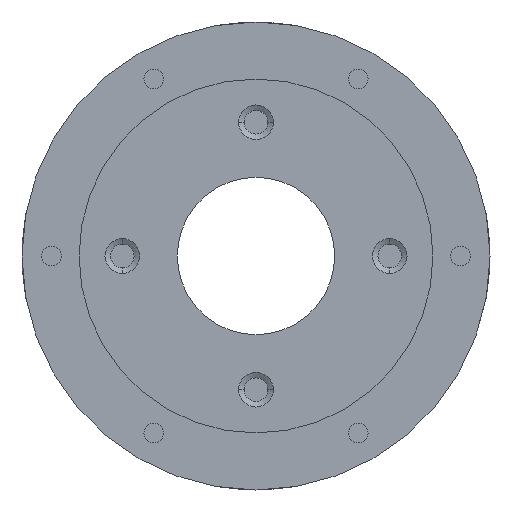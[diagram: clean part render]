
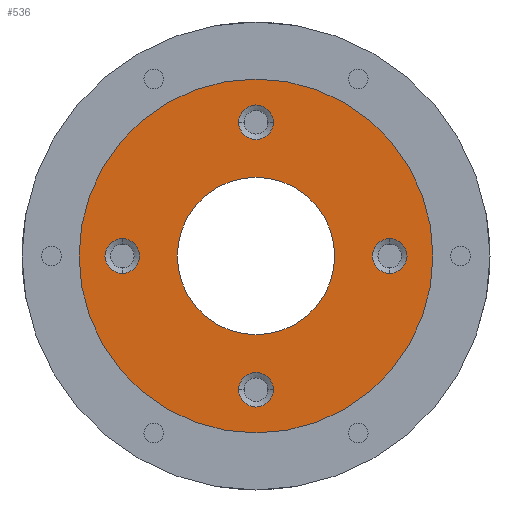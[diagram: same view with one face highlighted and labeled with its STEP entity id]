
A CAD part, left-side view. The second image highlights one B-rep face of the part: STEP entity #536.
In plain terms, the highlighted planar face has unit normal (-1, 0, 0).
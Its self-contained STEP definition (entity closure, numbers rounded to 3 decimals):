
#19 = VERTEX_POINT ( 'NONE', #1447 ) ;
#31 = CARTESIAN_POINT ( 'NONE',  ( 0., 4.4, -34. ) ) ;
#176 = ORIENTED_EDGE ( 'NONE', *, *, #357, .F. ) ;
#190 = VERTEX_POINT ( 'NONE', #687 ) ;
#250 = EDGE_CURVE ( 'NONE', #2285, #4184, #274, .T. ) ;
#254 = AXIS2_PLACEMENT_3D ( 'NONE', #3764, #1765, #4095 ) ;
#274 = CIRCLE ( 'NONE', #1922, 4.4 ) ;
#283 = DIRECTION ( 'NONE',  ( 0., 1., 0. ) ) ;
#295 = DIRECTION ( 'NONE',  ( 0., 0., 1. ) ) ;
#314 = FACE_BOUND ( 'NONE', #2707, .T. ) ;
#326 = CARTESIAN_POINT ( 'NONE',  ( 0., -34., 0. ) ) ;
#332 = VERTEX_POINT ( 'NONE', #1851 ) ;
#344 = DIRECTION ( 'NONE',  ( -1., 0., 0. ) ) ;
#357 = EDGE_CURVE ( 'NONE', #1654, #3695, #3526, .T. ) ;
#452 = PLANE ( 'NONE',  #3169 ) ;
#536 = ADVANCED_FACE ( 'NONE', ( #2120, #2231, #1215, #314, #1319, #1431 ), #452, .T. ) ;
#542 = CARTESIAN_POINT ( 'NONE',  ( 0., -4.4, -34. ) ) ;
#666 = DIRECTION ( 'NONE',  ( 0., 0., -1. ) ) ;
#679 = AXIS2_PLACEMENT_3D ( 'NONE', #4311, #2321, #295 ) ;
#687 = CARTESIAN_POINT ( 'NONE',  ( 0., -34., -4.4 ) ) ;
#724 = CIRCLE ( 'NONE', #3522, 4.4 ) ;
#778 = ORIENTED_EDGE ( 'NONE', *, *, #250, .F. ) ;
#789 = DIRECTION ( 'NONE',  ( -1., 0., 0. ) ) ;
#793 = CIRCLE ( 'NONE', #1573, 4.4 ) ;
#859 = CARTESIAN_POINT ( 'NONE',  ( 0., 0., 34. ) ) ;
#956 = VERTEX_POINT ( 'NONE', #3929 ) ;
#1147 = AXIS2_PLACEMENT_3D ( 'NONE', #326, #2690, #666 ) ;
#1199 = DIRECTION ( 'NONE',  ( 0., -1., 0. ) ) ;
#1215 = FACE_BOUND ( 'NONE', #2822, .T. ) ;
#1226 = DIRECTION ( 'NONE',  ( -1., 0., 0. ) ) ;
#1297 = EDGE_LOOP ( 'NONE', ( #1574, #2970 ) ) ;
#1309 = EDGE_CURVE ( 'NONE', #332, #2764, #3517, .T. ) ;
#1319 = FACE_OUTER_BOUND ( 'NONE', #1297, .T. ) ;
#1354 = EDGE_CURVE ( 'NONE', #1664, #956, #724, .T. ) ;
#1431 = FACE_BOUND ( 'NONE', #4174, .T. ) ;
#1447 = CARTESIAN_POINT ( 'NONE',  ( 0., 0., 45. ) ) ;
#1573 = AXIS2_PLACEMENT_3D ( 'NONE', #1631, #3974, #1987 ) ;
#1574 = ORIENTED_EDGE ( 'NONE', *, *, #4293, .T. ) ;
#1631 = CARTESIAN_POINT ( 'NONE',  ( 0., 34., 0. ) ) ;
#1654 = VERTEX_POINT ( 'NONE', #542 ) ;
#1657 = ORIENTED_EDGE ( 'NONE', *, *, #1354, .F. ) ;
#1660 = CIRCLE ( 'NONE', #1931, 45. ) ;
#1664 = VERTEX_POINT ( 'NONE', #3245 ) ;
#1745 = CIRCLE ( 'NONE', #1147, 4.4 ) ;
#1758 = DIRECTION ( 'NONE',  ( -1., 0., 0. ) ) ;
#1764 = VERTEX_POINT ( 'NONE', #2407 ) ;
#1765 = DIRECTION ( 'NONE',  ( -1., 0., 0. ) ) ;
#1826 = DIRECTION ( 'NONE',  ( -1., 0., 0. ) ) ;
#1851 = CARTESIAN_POINT ( 'NONE',  ( 0., 0., 20. ) ) ;
#1866 = DIRECTION ( 'NONE',  ( -1., 0., 0. ) ) ;
#1874 = EDGE_LOOP ( 'NONE', ( #3758, #3961 ) ) ;
#1922 = AXIS2_PLACEMENT_3D ( 'NONE', #2370, #344, #2712 ) ;
#1931 = AXIS2_PLACEMENT_3D ( 'NONE', #3759, #1758, #4090 ) ;
#1958 = CARTESIAN_POINT ( 'NONE',  ( 0., 0., 0. ) ) ;
#1987 = DIRECTION ( 'NONE',  ( 0., 0., 1. ) ) ;
#2019 = CARTESIAN_POINT ( 'NONE',  ( 0., 34., 4.4 ) ) ;
#2120 = FACE_BOUND ( 'NONE', #4304, .T. ) ;
#2136 = EDGE_CURVE ( 'NONE', #956, #1664, #3896, .T. ) ;
#2221 = EDGE_CURVE ( 'NONE', #190, #1764, #3791, .T. ) ;
#2231 = FACE_BOUND ( 'NONE', #1874, .T. ) ;
#2285 = VERTEX_POINT ( 'NONE', #2476 ) ;
#2286 = DIRECTION ( 'NONE',  ( 0., 0., 1. ) ) ;
#2312 = DIRECTION ( 'NONE',  ( -1., 0., 0. ) ) ;
#2321 = DIRECTION ( 'NONE',  ( -1., 0., 0. ) ) ;
#2370 = CARTESIAN_POINT ( 'NONE',  ( 0., 34., 0. ) ) ;
#2407 = CARTESIAN_POINT ( 'NONE',  ( 0., -34., 4.4 ) ) ;
#2441 = ORIENTED_EDGE ( 'NONE', *, *, #2136, .F. ) ;
#2446 = VERTEX_POINT ( 'NONE', #3272 ) ;
#2476 = CARTESIAN_POINT ( 'NONE',  ( 0., 34., -4.4 ) ) ;
#2630 = AXIS2_PLACEMENT_3D ( 'NONE', #3820, #1826, #4149 ) ;
#2690 = DIRECTION ( 'NONE',  ( -1., 0., 0. ) ) ;
#2707 = EDGE_LOOP ( 'NONE', ( #3869, #778 ) ) ;
#2712 = DIRECTION ( 'NONE',  ( 0., 0., 1. ) ) ;
#2714 = ORIENTED_EDGE ( 'NONE', *, *, #1309, .F. ) ;
#2729 = ORIENTED_EDGE ( 'NONE', *, *, #2945, .F. ) ;
#2764 = VERTEX_POINT ( 'NONE', #4215 ) ;
#2822 = EDGE_LOOP ( 'NONE', ( #2983, #176 ) ) ;
#2885 = EDGE_CURVE ( 'NONE', #2446, #19, #2944, .T. ) ;
#2944 = CIRCLE ( 'NONE', #3475, 45. ) ;
#2945 = EDGE_CURVE ( 'NONE', #2764, #332, #3527, .T. ) ;
#2970 = ORIENTED_EDGE ( 'NONE', *, *, #2885, .T. ) ;
#2983 = ORIENTED_EDGE ( 'NONE', *, *, #3105, .F. ) ;
#2986 = EDGE_CURVE ( 'NONE', #1764, #190, #1745, .T. ) ;
#3038 = AXIS2_PLACEMENT_3D ( 'NONE', #859, #3207, #1199 ) ;
#3105 = EDGE_CURVE ( 'NONE', #3695, #1654, #3888, .T. ) ;
#3136 = DIRECTION ( 'NONE',  ( 0., 0., 1. ) ) ;
#3169 = AXIS2_PLACEMENT_3D ( 'NONE', #4128, #789, #3136 ) ;
#3207 = DIRECTION ( 'NONE',  ( -1., 0., 0. ) ) ;
#3236 = CARTESIAN_POINT ( 'NONE',  ( 0., 0., 34. ) ) ;
#3245 = CARTESIAN_POINT ( 'NONE',  ( 0., -4.4, 34. ) ) ;
#3272 = CARTESIAN_POINT ( 'NONE',  ( 0., 0., -45. ) ) ;
#3475 = AXIS2_PLACEMENT_3D ( 'NONE', #1958, #4271, #2286 ) ;
#3517 = CIRCLE ( 'NONE', #2630, 20. ) ;
#3522 = AXIS2_PLACEMENT_3D ( 'NONE', #3236, #1226, #3567 ) ;
#3526 = CIRCLE ( 'NONE', #4144, 4.4 ) ;
#3527 = CIRCLE ( 'NONE', #679, 20. ) ;
#3567 = DIRECTION ( 'NONE',  ( 0., -1., 0. ) ) ;
#3695 = VERTEX_POINT ( 'NONE', #31 ) ;
#3758 = ORIENTED_EDGE ( 'NONE', *, *, #2221, .F. ) ;
#3759 = CARTESIAN_POINT ( 'NONE',  ( 0., 0., 0. ) ) ;
#3764 = CARTESIAN_POINT ( 'NONE',  ( 0., -34., 0. ) ) ;
#3771 = EDGE_CURVE ( 'NONE', #4184, #2285, #793, .T. ) ;
#3791 = CIRCLE ( 'NONE', #254, 4.4 ) ;
#3820 = CARTESIAN_POINT ( 'NONE',  ( 0., 0., 0. ) ) ;
#3833 = AXIS2_PLACEMENT_3D ( 'NONE', #4296, #2312, #283 ) ;
#3854 = CARTESIAN_POINT ( 'NONE',  ( 0., 0., -34. ) ) ;
#3869 = ORIENTED_EDGE ( 'NONE', *, *, #3771, .F. ) ;
#3888 = CIRCLE ( 'NONE', #3833, 4.4 ) ;
#3896 = CIRCLE ( 'NONE', #3038, 4.4 ) ;
#3929 = CARTESIAN_POINT ( 'NONE',  ( 0., 4.4, 34. ) ) ;
#3961 = ORIENTED_EDGE ( 'NONE', *, *, #2986, .F. ) ;
#3974 = DIRECTION ( 'NONE',  ( -1., 0., 0. ) ) ;
#4090 = DIRECTION ( 'NONE',  ( 0., 0., 1. ) ) ;
#4095 = DIRECTION ( 'NONE',  ( 0., 0., -1. ) ) ;
#4128 = CARTESIAN_POINT ( 'NONE',  ( 0., -45., 0. ) ) ;
#4144 = AXIS2_PLACEMENT_3D ( 'NONE', #3854, #1866, #4183 ) ;
#4149 = DIRECTION ( 'NONE',  ( 0., 0., 1. ) ) ;
#4174 = EDGE_LOOP ( 'NONE', ( #2714, #2729 ) ) ;
#4183 = DIRECTION ( 'NONE',  ( 0., 1., 0. ) ) ;
#4184 = VERTEX_POINT ( 'NONE', #2019 ) ;
#4215 = CARTESIAN_POINT ( 'NONE',  ( 0., 0., -20. ) ) ;
#4271 = DIRECTION ( 'NONE',  ( -1., 0., 0. ) ) ;
#4293 = EDGE_CURVE ( 'NONE', #19, #2446, #1660, .T. ) ;
#4296 = CARTESIAN_POINT ( 'NONE',  ( 0., 0., -34. ) ) ;
#4304 = EDGE_LOOP ( 'NONE', ( #1657, #2441 ) ) ;
#4311 = CARTESIAN_POINT ( 'NONE',  ( 0., 0., 0. ) ) ;
